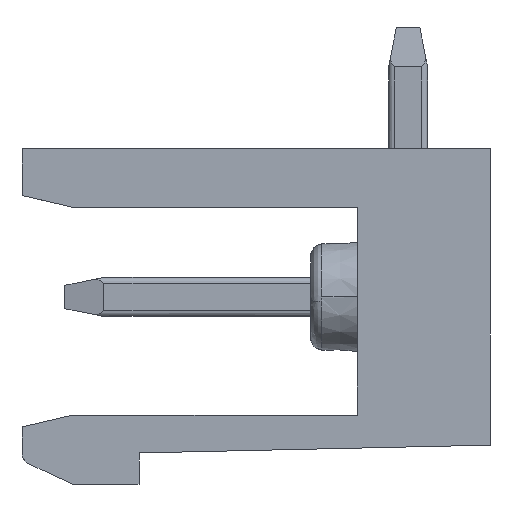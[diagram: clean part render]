
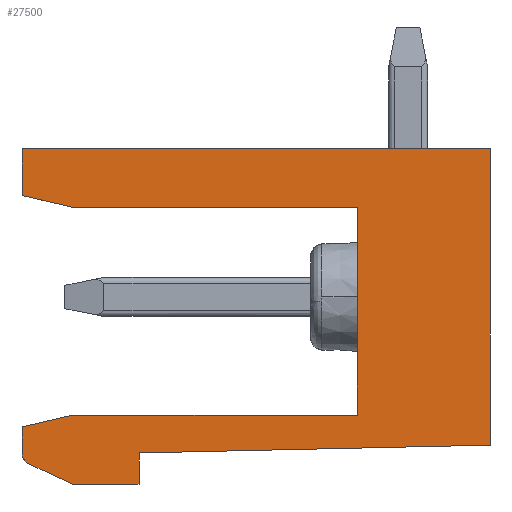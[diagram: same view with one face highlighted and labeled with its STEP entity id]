
A CAD part, left-side view. The second image highlights one B-rep face of the part: STEP entity #27500.
In plain terms, the highlighted planar face has unit normal (-1, 0, 0).
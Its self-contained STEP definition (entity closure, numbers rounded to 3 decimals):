
#152 = CARTESIAN_POINT ( 'NONE',  ( 29.46, 12., 10.735 ) ) ;
#775 = LINE ( 'NONE', #28166, #16379 ) ;
#1311 = ORIENTED_EDGE ( 'NONE', *, *, #21856, .F. ) ;
#1551 = ORIENTED_EDGE ( 'NONE', *, *, #12603, .F. ) ;
#3041 = ORIENTED_EDGE ( 'NONE', *, *, #39502, .T. ) ;
#3444 = EDGE_CURVE ( 'NONE', #37248, #17753, #3759, .T. ) ;
#3515 = VECTOR ( 'NONE', #23278, 1000. ) ;
#3677 = ORIENTED_EDGE ( 'NONE', *, *, #3444, .T. ) ;
#3738 = EDGE_CURVE ( 'NONE', #14855, #36540, #9593, .T. ) ;
#3759 = LINE ( 'NONE', #8286, #26827 ) ;
#3972 = EDGE_CURVE ( 'NONE', #35049, #40173, #37062, .T. ) ;
#4367 = VERTEX_POINT ( 'NONE', #19344 ) ;
#4490 = CARTESIAN_POINT ( 'NONE',  ( 29.46, 11.35, 11.62 ) ) ;
#5070 = VECTOR ( 'NONE', #18038, 1000. ) ;
#5502 = EDGE_CURVE ( 'NONE', #40173, #15370, #34464, .T. ) ;
#5908 = CARTESIAN_POINT ( 'NONE',  ( 29.46, 10.7, 10. ) ) ;
#5910 = ORIENTED_EDGE ( 'NONE', *, *, #31848, .F. ) ;
#6148 = CARTESIAN_POINT ( 'NONE',  ( 29.46, 3.4, 17.1 ) ) ;
#6525 = CARTESIAN_POINT ( 'NONE',  ( 29.46, 8.67, 17.1 ) ) ;
#6541 = AXIS2_PLACEMENT_3D ( 'NONE', #28744, #38204, #19473 ) ;
#7097 = CARTESIAN_POINT ( 'NONE',  ( 29.46, 11.877, 10.543 ) ) ;
#7851 = CARTESIAN_POINT ( 'NONE',  ( 29.46, 6., 11.77 ) ) ;
#7941 = VECTOR ( 'NONE', #8060, 1000. ) ;
#8060 = DIRECTION ( 'NONE',  ( 0., 0., 1. ) ) ;
#8286 = CARTESIAN_POINT ( 'NONE',  ( 29.46, 9., 10.4 ) ) ;
#9050 = EDGE_CURVE ( 'NONE', #18993, #15820, #22806, .T. ) ;
#9593 = B_SPLINE_CURVE_WITH_KNOTS ( 'NONE', 3,
 ( #32105, #7097, #27743, #30316, #152, #10531 ),
 .UNSPECIFIED., .F., .F.,
 ( 4, 2, 4 ),
 ( 0., 0.5, 1. ),
 .UNSPECIFIED. ) ;
#10153 = EDGE_CURVE ( 'NONE', #39916, #26434, #775, .T. ) ;
#10531 = CARTESIAN_POINT ( 'NONE',  ( 29.46, 12., 10.792 ) ) ;
#11021 = CARTESIAN_POINT ( 'NONE',  ( 29.46, 0., 11. ) ) ;
#11737 = DIRECTION ( 'NONE',  ( 0., 0.974, 0.225 ) ) ;
#12336 = LINE ( 'NONE', #11021, #19652 ) ;
#12442 = VECTOR ( 'NONE', #34900, 1000. ) ;
#12603 = EDGE_CURVE ( 'NONE', #18993, #17753, #12336, .T. ) ;
#12925 = DIRECTION ( 'NONE',  ( 0., 1., 0. ) ) ;
#13156 = CARTESIAN_POINT ( 'NONE',  ( 29.46, 3.4, 11.77 ) ) ;
#13326 = CARTESIAN_POINT ( 'NONE',  ( 29.46, 0., 14.7 ) ) ;
#14303 = CARTESIAN_POINT ( 'NONE',  ( 29.46, 12., 11.131 ) ) ;
#14855 = VERTEX_POINT ( 'NONE', #30342 ) ;
#14950 = FACE_OUTER_BOUND ( 'NONE', #31639, .T. ) ;
#15363 = CARTESIAN_POINT ( 'NONE',  ( 29.46, 12., 11.47 ) ) ;
#15370 = VERTEX_POINT ( 'NONE', #6148 ) ;
#15398 = CARTESIAN_POINT ( 'NONE',  ( 29.46, 9., 10.8 ) ) ;
#15820 = VERTEX_POINT ( 'NONE', #40552 ) ;
#16306 = PLANE ( 'NONE',  #6541 ) ;
#16379 = VECTOR ( 'NONE', #31257, 1000. ) ;
#16441 = DIRECTION ( 'NONE',  ( 0., 0., 1. ) ) ;
#17307 = LINE ( 'NONE', #14303, #7941 ) ;
#17451 = VECTOR ( 'NONE', #16441, 1000. ) ;
#17753 = VERTEX_POINT ( 'NONE', #15398 ) ;
#18038 = DIRECTION ( 'NONE',  ( 0., -0.908, -0.419 ) ) ;
#18496 = LINE ( 'NONE', #33559, #24820 ) ;
#18993 = VERTEX_POINT ( 'NONE', #38949 ) ;
#19111 = CARTESIAN_POINT ( 'NONE',  ( 29.46, 10.7, 11.77 ) ) ;
#19344 = CARTESIAN_POINT ( 'NONE',  ( 29.46, 10.7, 17.1 ) ) ;
#19473 = DIRECTION ( 'NONE',  ( 0., 0., -1. ) ) ;
#19652 = VECTOR ( 'NONE', #36029, 1000. ) ;
#20888 = ORIENTED_EDGE ( 'NONE', *, *, #5502, .F. ) ;
#21163 = DIRECTION ( 'NONE',  ( 0., -1., 0. ) ) ;
#21455 = ORIENTED_EDGE ( 'NONE', *, *, #10153, .F. ) ;
#21556 = VECTOR ( 'NONE', #21163, 1000. ) ;
#21694 = LINE ( 'NONE', #25317, #12442 ) ;
#21856 = EDGE_CURVE ( 'NONE', #26434, #15820, #29872, .T. ) ;
#22576 = EDGE_CURVE ( 'NONE', #15370, #4367, #25921, .T. ) ;
#22806 = LINE ( 'NONE', #13326, #17451 ) ;
#23278 = DIRECTION ( 'NONE',  ( 0., -0.974, 0.225 ) ) ;
#23550 = VERTEX_POINT ( 'NONE', #5908 ) ;
#23715 = ORIENTED_EDGE ( 'NONE', *, *, #9050, .T. ) ;
#24271 = ORIENTED_EDGE ( 'NONE', *, *, #29128, .F. ) ;
#24820 = VECTOR ( 'NONE', #11737, 1000. ) ;
#24921 = VECTOR ( 'NONE', #12925, 1000. ) ;
#25317 = CARTESIAN_POINT ( 'NONE',  ( 29.46, 9.85, 10. ) ) ;
#25921 = LINE ( 'NONE', #6525, #24921 ) ;
#26434 = VERTEX_POINT ( 'NONE', #31945 ) ;
#26827 = VECTOR ( 'NONE', #33333, 1000. ) ;
#27367 = CARTESIAN_POINT ( 'NONE',  ( 29.46, 11.263, 10.26 ) ) ;
#27500 = ADVANCED_FACE ( 'NONE', ( #14950 ), #16306, .F. ) ;
#27743 = CARTESIAN_POINT ( 'NONE',  ( 29.46, 11.922, 10.582 ) ) ;
#28166 = CARTESIAN_POINT ( 'NONE',  ( 29.46, 12., 18. ) ) ;
#28458 = ORIENTED_EDGE ( 'NONE', *, *, #38900, .T. ) ;
#28744 = CARTESIAN_POINT ( 'NONE',  ( 29.46, 6., 14.3 ) ) ;
#29128 = EDGE_CURVE ( 'NONE', #36540, #29289, #17307, .T. ) ;
#29289 = VERTEX_POINT ( 'NONE', #15363 ) ;
#29296 = ORIENTED_EDGE ( 'NONE', *, *, #3738, .F. ) ;
#29478 = LINE ( 'NONE', #4490, #3515 ) ;
#29872 = LINE ( 'NONE', #33579, #21556 ) ;
#30316 = CARTESIAN_POINT ( 'NONE',  ( 29.46, 11.983, 10.678 ) ) ;
#30342 = CARTESIAN_POINT ( 'NONE',  ( 29.46, 11.826, 10.52 ) ) ;
#31257 = DIRECTION ( 'NONE',  ( 0., 0., 1. ) ) ;
#31639 = EDGE_LOOP ( 'NONE', ( #5910, #24271, #29296, #28458, #3041, #3677, #1551, #23715, #1311, #21455, #38018, #34178, #20888, #37887 ) ) ;
#31848 = EDGE_CURVE ( 'NONE', #29289, #35049, #29478, .T. ) ;
#31945 = CARTESIAN_POINT ( 'NONE',  ( 29.46, 12., 18.6 ) ) ;
#32105 = CARTESIAN_POINT ( 'NONE',  ( 29.46, 11.826, 10.52 ) ) ;
#33333 = DIRECTION ( 'NONE',  ( 0., 0., 1. ) ) ;
#33496 = VECTOR ( 'NONE', #36367, 1000. ) ;
#33559 = CARTESIAN_POINT ( 'NONE',  ( 29.46, 11.35, 17.25 ) ) ;
#33579 = CARTESIAN_POINT ( 'NONE',  ( 29.46, 6., 18.6 ) ) ;
#33776 = CARTESIAN_POINT ( 'NONE',  ( 29.46, 12., 17.4 ) ) ;
#34178 = ORIENTED_EDGE ( 'NONE', *, *, #22576, .F. ) ;
#34464 = LINE ( 'NONE', #36897, #33496 ) ;
#34900 = DIRECTION ( 'NONE',  ( 0., -1., 0. ) ) ;
#35049 = VERTEX_POINT ( 'NONE', #19111 ) ;
#36029 = DIRECTION ( 'NONE',  ( 0., 1., -0.022 ) ) ;
#36076 = VECTOR ( 'NONE', #39423, 1000. ) ;
#36367 = DIRECTION ( 'NONE',  ( 0., 0., 1. ) ) ;
#36485 = EDGE_CURVE ( 'NONE', #4367, #39916, #18496, .T. ) ;
#36540 = VERTEX_POINT ( 'NONE', #37017 ) ;
#36897 = CARTESIAN_POINT ( 'NONE',  ( 29.46, 3.4, 14.3 ) ) ;
#37017 = CARTESIAN_POINT ( 'NONE',  ( 29.46, 12., 10.792 ) ) ;
#37062 = LINE ( 'NONE', #7851, #36076 ) ;
#37248 = VERTEX_POINT ( 'NONE', #38038 ) ;
#37887 = ORIENTED_EDGE ( 'NONE', *, *, #3972, .F. ) ;
#38018 = ORIENTED_EDGE ( 'NONE', *, *, #36485, .F. ) ;
#38038 = CARTESIAN_POINT ( 'NONE',  ( 29.46, 9., 10. ) ) ;
#38204 = DIRECTION ( 'NONE',  ( 1., 0., 0. ) ) ;
#38417 = LINE ( 'NONE', #27367, #5070 ) ;
#38900 = EDGE_CURVE ( 'NONE', #14855, #23550, #38417, .T. ) ;
#38949 = CARTESIAN_POINT ( 'NONE',  ( 29.46, 0., 11. ) ) ;
#39423 = DIRECTION ( 'NONE',  ( 0., -1., 0. ) ) ;
#39502 = EDGE_CURVE ( 'NONE', #23550, #37248, #21694, .T. ) ;
#39916 = VERTEX_POINT ( 'NONE', #33776 ) ;
#40173 = VERTEX_POINT ( 'NONE', #13156 ) ;
#40552 = CARTESIAN_POINT ( 'NONE',  ( 29.46, 0., 18.6 ) ) ;
